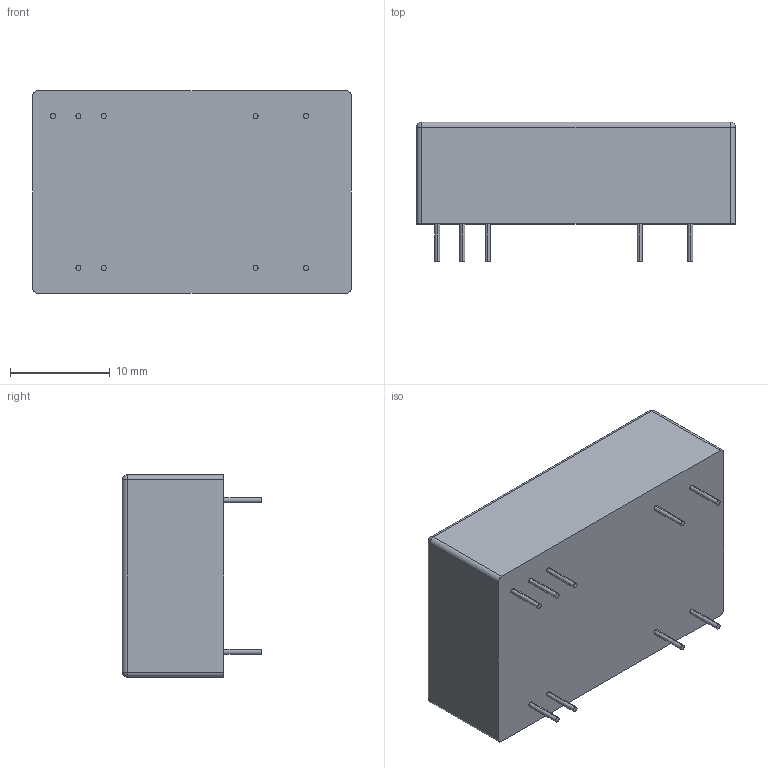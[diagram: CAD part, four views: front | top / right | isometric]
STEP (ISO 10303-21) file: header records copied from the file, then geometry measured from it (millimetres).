
FILE_DESCRIPTION (( 'STEP AP214' ), '1' );
FILE_NAME ('Recom.STEP', '2018-08-03T20:11:12', ( '' ), ( '' ), 'SwSTEP 2.0', 'SolidWorks 2015', '' );
FILE_SCHEMA (( 'AUTOMOTIVE_DESIGN' ));
Length unit declared in the file: millimetre
Products named in the file (1): Recom
Bounding box: 32 x 14 x 20.3 mm (x, y, z)
Volume: 6621.9 mm3; surface area: 2411.5 mm2
Topology: 1 solids, 1 shells, 227 faces, 583 edges, 382 vertices
Faces by surface type: plane 119, bspline 78, cylinder 26, sphere 4
Entity records: 14460 total; most frequent: CARTESIAN_POINT 6915, ORIENTED_EDGE 1158, DIRECTION 775, EDGE_CURVE 579, VERTEX_POINT 382, VECTOR 371, LINE 371, EDGE_LOOP 255
